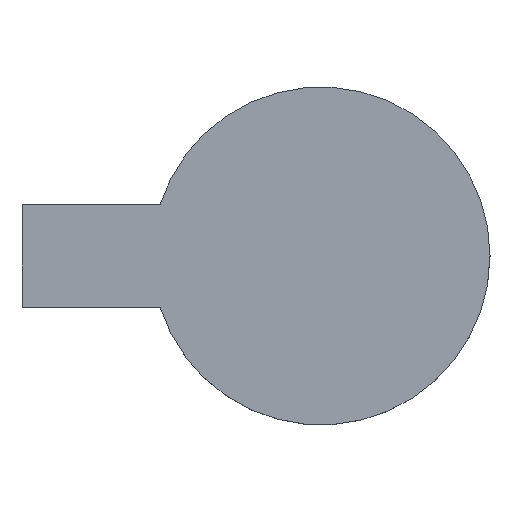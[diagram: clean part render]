
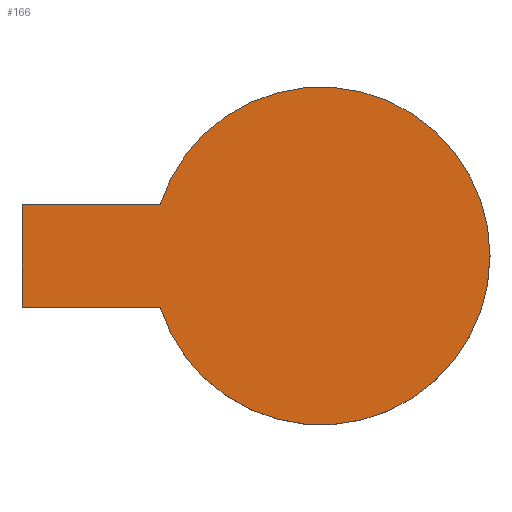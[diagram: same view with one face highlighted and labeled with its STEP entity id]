
A CAD part, top view. The second image highlights one B-rep face of the part: STEP entity #166.
In plain terms, the highlighted planar face has unit normal (0, 0, 1).
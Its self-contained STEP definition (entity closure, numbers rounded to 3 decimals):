
#2 = FACE_OUTER_BOUND ( 'NONE', #259, .T. ) ;
#5 = DIRECTION ( 'NONE',  ( 0., 0., 1. ) ) ;
#22 = PLANE ( 'NONE',  #80 ) ;
#30 = EDGE_CURVE ( 'NONE', #177, #157, #43, .T. ) ;
#31 = CARTESIAN_POINT ( 'NONE',  ( -129.242, -4.066, 0. ) ) ;
#32 = ORIENTED_EDGE ( 'NONE', *, *, #100, .T. ) ;
#43 = LINE ( 'NONE', #351, #96 ) ;
#47 = DIRECTION ( 'NONE',  ( -1., 0., 0. ) ) ;
#65 = LINE ( 'NONE', #102, #180 ) ;
#80 = AXIS2_PLACEMENT_3D ( 'NONE', #331, #111, #299 ) ;
#92 = DIRECTION ( 'NONE',  ( 0., -1., 0. ) ) ;
#96 = VECTOR ( 'NONE', #92, 1000. ) ;
#100 = EDGE_CURVE ( 'NONE', #306, #177, #65, .T. ) ;
#102 = CARTESIAN_POINT ( 'NONE',  ( -129.242, -2.034, 0. ) ) ;
#103 = EDGE_CURVE ( 'NONE', #234, #279, #220, .T. ) ;
#105 = DIRECTION ( 'NONE',  ( 1., 0., 0. ) ) ;
#107 = CARTESIAN_POINT ( 'NONE',  ( -131.981, -4.066, 0. ) ) ;
#111 = DIRECTION ( 'NONE',  ( 0., 0., 1. ) ) ;
#114 = CARTESIAN_POINT ( 'NONE',  ( -122.7, -3.05, 0. ) ) ;
#116 = ORIENTED_EDGE ( 'NONE', *, *, #30, .T. ) ;
#124 = CARTESIAN_POINT ( 'NONE',  ( -126.05, -3.05, 0. ) ) ;
#131 = AXIS2_PLACEMENT_3D ( 'NONE', #124, #289, #233 ) ;
#132 = ORIENTED_EDGE ( 'NONE', *, *, #103, .T. ) ;
#157 = VERTEX_POINT ( 'NONE', #107 ) ;
#166 = ADVANCED_FACE ( 'NONE', ( #2 ), #22, .T. ) ;
#170 = EDGE_CURVE ( 'NONE', #157, #234, #243, .T. ) ;
#176 = CARTESIAN_POINT ( 'NONE',  ( -126.05, -3.05, 0. ) ) ;
#177 = VERTEX_POINT ( 'NONE', #217 ) ;
#180 = VECTOR ( 'NONE', #47, 1000. ) ;
#200 = DIRECTION ( 'NONE',  ( 1., 0., 0. ) ) ;
#217 = CARTESIAN_POINT ( 'NONE',  ( -131.981, -2.034, 0. ) ) ;
#220 = CIRCLE ( 'NONE', #131, 3.35 ) ;
#233 = DIRECTION ( 'NONE',  ( 1., 0., 0. ) ) ;
#234 = VERTEX_POINT ( 'NONE', #31 ) ;
#243 = LINE ( 'NONE', #302, #330 ) ;
#259 = EDGE_LOOP ( 'NONE', ( #132, #334, #32, #116, #347 ) ) ;
#260 = EDGE_CURVE ( 'NONE', #279, #306, #295, .T. ) ;
#279 = VERTEX_POINT ( 'NONE', #114 ) ;
#284 = CARTESIAN_POINT ( 'NONE',  ( -129.242, -2.034, 0. ) ) ;
#289 = DIRECTION ( 'NONE',  ( 0., 0., 1. ) ) ;
#295 = CIRCLE ( 'NONE', #301, 3.35 ) ;
#299 = DIRECTION ( 'NONE',  ( 1., 0., 0. ) ) ;
#301 = AXIS2_PLACEMENT_3D ( 'NONE', #176, #5, #200 ) ;
#302 = CARTESIAN_POINT ( 'NONE',  ( -131.981, -4.066, 0. ) ) ;
#306 = VERTEX_POINT ( 'NONE', #284 ) ;
#330 = VECTOR ( 'NONE', #105, 1000. ) ;
#331 = CARTESIAN_POINT ( 'NONE',  ( -126.05, -3.05, 0. ) ) ;
#334 = ORIENTED_EDGE ( 'NONE', *, *, #260, .T. ) ;
#347 = ORIENTED_EDGE ( 'NONE', *, *, #170, .T. ) ;
#351 = CARTESIAN_POINT ( 'NONE',  ( -131.981, -2.034, 0. ) ) ;
